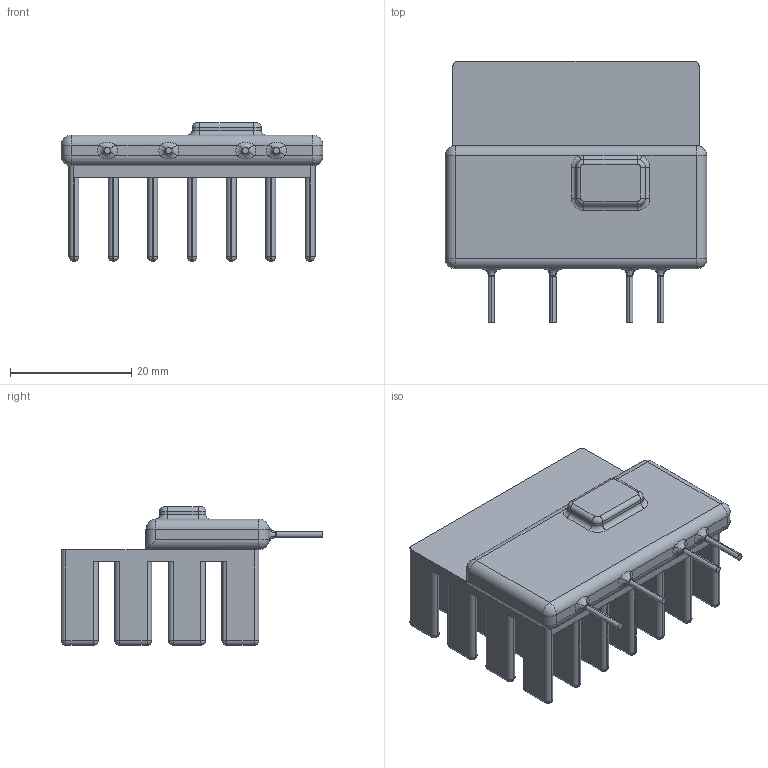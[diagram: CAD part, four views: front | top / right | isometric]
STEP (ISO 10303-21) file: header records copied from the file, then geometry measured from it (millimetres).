
FILE_DESCRIPTION (( 'STEP AP214' ), '1' );
FILE_NAME ('SPF240D25.STEP', '2023-10-08T02:29:17', ( '' ), ( '' ), 'SwSTEP 2.0', 'SolidWorks 2021', '' );
FILE_SCHEMA (( 'AUTOMOTIVE_DESIGN' ));
Length unit declared in the file: inch
Products named in the file (1): SPF240D25
Bounding box: 43.18 x 43.18 x 22.86 mm (x, y, z)
Volume: 10723.4 mm3; surface area: 10689.1 mm2
Topology: 6 solids, 6 shells, 558 faces, 1336 edges, 682 vertices
Faces by surface type: cylinder 263, plane 151, sphere 118, torus 16, bspline 10
Entity records: 15599 total; most frequent: CARTESIAN_POINT 3107, DIRECTION 2842, ORIENTED_EDGE 2436, EDGE_CURVE 1218, AXIS2_PLACEMENT_3D 1105, VERTEX_POINT 682, VECTOR 632, LINE 632
